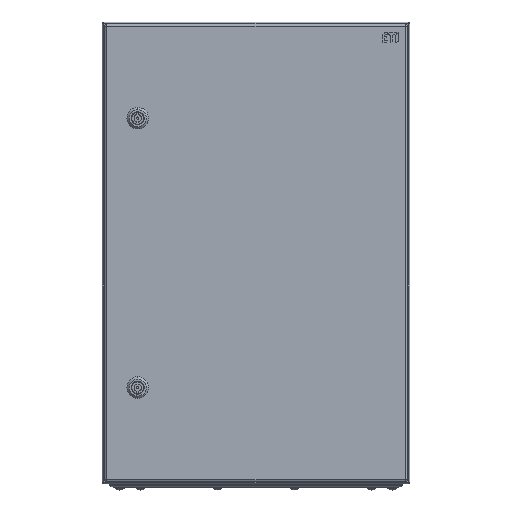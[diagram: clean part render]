
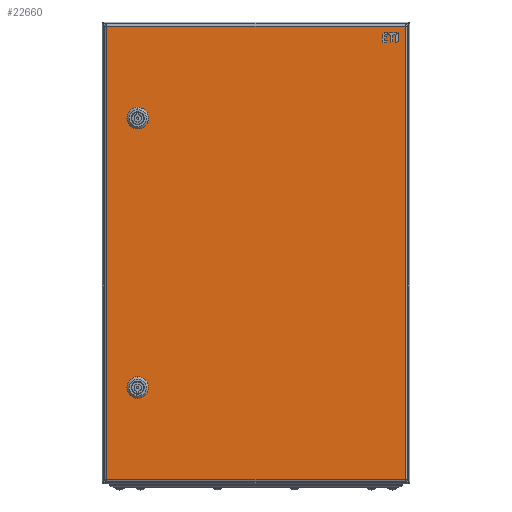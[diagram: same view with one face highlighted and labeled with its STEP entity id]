
A CAD part, front view. The second image highlights one B-rep face of the part: STEP entity #22660.
In plain terms, the highlighted face is planar.
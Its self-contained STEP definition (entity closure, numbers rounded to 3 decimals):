
#21685=CARTESIAN_POINT('',(-175.,-153.7,0.));
#21686=DIRECTION('',(0.,0.,-1.));
#21687=DIRECTION('',(-0.893,0.449,0.));
#21688=AXIS2_PLACEMENT_3D('',#21685,#21686,#21687);
#21693=CARTESIAN_POINT('',(-175.,-153.7,0.));
#21694=DIRECTION('',(0.,0.,-1.));
#21695=DIRECTION('',(0.449,0.893,0.));
#21696=AXIS2_PLACEMENT_3D('',#21693,#21694,#21695);
#21701=CARTESIAN_POINT('',(-175.,-153.7,0.));
#21702=DIRECTION('',(0.,0.,-1.));
#21703=DIRECTION('',(0.893,-0.449,0.));
#21704=AXIS2_PLACEMENT_3D('',#21701,#21702,#21703);
#21709=CARTESIAN_POINT('',(-175.,-153.7,0.));
#21710=DIRECTION('',(0.,0.,-1.));
#21711=DIRECTION('',(-0.449,-0.893,0.));
#21712=AXIS2_PLACEMENT_3D('',#21709,#21710,#21711);
#21717=CARTESIAN_POINT('',(175.,-153.7,0.));
#21718=DIRECTION('',(0.,0.,-1.));
#21719=DIRECTION('',(-0.449,-0.893,0.));
#21720=AXIS2_PLACEMENT_3D('',#21717,#21718,#21719);
#21725=CARTESIAN_POINT('',(175.,-153.7,0.));
#21726=DIRECTION('',(0.,0.,-1.));
#21727=DIRECTION('',(-0.893,0.449,0.));
#21728=AXIS2_PLACEMENT_3D('',#21725,#21726,#21727);
#21733=CARTESIAN_POINT('',(175.,-153.7,0.));
#21734=DIRECTION('',(0.,0.,-1.));
#21735=DIRECTION('',(0.449,0.893,0.));
#21736=AXIS2_PLACEMENT_3D('',#21733,#21734,#21735);
#21741=CARTESIAN_POINT('',(175.,-153.7,0.));
#21742=DIRECTION('',(0.,0.,-1.));
#21743=DIRECTION('',(0.893,-0.449,0.));
#21744=AXIS2_PLACEMENT_3D('',#21741,#21742,#21743);
#21749=DIRECTION('',(0.,1.,0.));
#21750=VECTOR('',#21749,388.4);
#21751=CARTESIAN_POINT('',(-294.5,-194.2,0.));
#21752=LINE('',#21751,#21750);
#21794=DIRECTION('',(1.,0.,0.));
#21795=VECTOR('',#21794,589.);
#21796=CARTESIAN_POINT('',(-294.5,194.2,0.));
#21797=LINE('',#21796,#21795);
#21948=DIRECTION('',(0.,-1.,0.));
#21949=VECTOR('',#21948,388.4);
#21950=CARTESIAN_POINT('',(294.5,194.2,0.));
#21951=LINE('',#21950,#21949);
#21986=DIRECTION('',(-1.,0.,0.));
#21987=VECTOR('',#21986,589.);
#21988=CARTESIAN_POINT('',(294.5,-194.2,0.));
#21989=LINE('',#21988,#21987);
#22319=DIRECTION('',(1.,0.,0.));
#22320=VECTOR('',#22319,10.111);
#22321=CARTESIAN_POINT('',(169.944,-163.75,0.));
#22322=LINE('',#22321,#22320);
#22340=DIRECTION('',(0.,-1.,0.));
#22341=VECTOR('',#22340,10.111);
#22342=CARTESIAN_POINT('',(164.95,-148.644,0.));
#22343=LINE('',#22342,#22341);
#22361=DIRECTION('',(-1.,0.,0.));
#22362=VECTOR('',#22361,10.111);
#22363=CARTESIAN_POINT('',(180.056,-143.65,0.));
#22364=LINE('',#22363,#22362);
#22382=DIRECTION('',(0.,1.,0.));
#22383=VECTOR('',#22382,10.111);
#22384=CARTESIAN_POINT('',(185.05,-158.756,0.));
#22385=LINE('',#22384,#22383);
#22389=DIRECTION('',(0.,-1.,0.));
#22390=VECTOR('',#22389,10.111);
#22391=CARTESIAN_POINT('',(-185.05,-148.644,0.));
#22392=LINE('',#22391,#22390);
#22410=DIRECTION('',(-1.,0.,0.));
#22411=VECTOR('',#22410,10.111);
#22412=CARTESIAN_POINT('',(-169.944,-143.65,0.));
#22413=LINE('',#22412,#22411);
#22431=DIRECTION('',(0.,1.,0.));
#22432=VECTOR('',#22431,10.111);
#22433=CARTESIAN_POINT('',(-164.95,-158.756,0.));
#22434=LINE('',#22433,#22432);
#22452=DIRECTION('',(1.,0.,0.));
#22453=VECTOR('',#22452,10.111);
#22454=CARTESIAN_POINT('',(-180.056,-163.75,0.));
#22455=LINE('',#22454,#22453);
#22473=CARTESIAN_POINT('',(-294.5,-194.2,0.));
#22474=CARTESIAN_POINT('',(-294.5,194.2,0.));
#22475=VERTEX_POINT('',#22473);
#22476=VERTEX_POINT('',#22474);
#22477=CARTESIAN_POINT('',(294.5,-194.2,0.));
#22478=VERTEX_POINT('',#22477);
#22479=CARTESIAN_POINT('',(294.5,194.2,0.));
#22480=VERTEX_POINT('',#22479);
#22481=CARTESIAN_POINT('',(-185.05,-148.644,0.));
#22482=CARTESIAN_POINT('',(-180.056,-143.65,0.));
#22483=VERTEX_POINT('',#22481);
#22484=VERTEX_POINT('',#22482);
#22485=CARTESIAN_POINT('',(-169.944,-143.65,0.));
#22486=VERTEX_POINT('',#22485);
#22487=CARTESIAN_POINT('',(-164.95,-148.644,0.));
#22488=VERTEX_POINT('',#22487);
#22489=CARTESIAN_POINT('',(-164.95,-158.756,0.));
#22490=VERTEX_POINT('',#22489);
#22491=CARTESIAN_POINT('',(-169.944,-163.75,0.));
#22492=VERTEX_POINT('',#22491);
#22493=CARTESIAN_POINT('',(-180.056,-163.75,0.));
#22494=VERTEX_POINT('',#22493);
#22495=CARTESIAN_POINT('',(-185.05,-158.756,0.));
#22496=VERTEX_POINT('',#22495);
#22497=CARTESIAN_POINT('',(169.944,-163.75,0.));
#22498=CARTESIAN_POINT('',(180.056,-163.75,0.));
#22499=VERTEX_POINT('',#22497);
#22500=VERTEX_POINT('',#22498);
#22501=CARTESIAN_POINT('',(164.95,-158.756,0.));
#22502=VERTEX_POINT('',#22501);
#22503=CARTESIAN_POINT('',(164.95,-148.644,0.));
#22504=VERTEX_POINT('',#22503);
#22505=CARTESIAN_POINT('',(169.944,-143.65,0.));
#22506=VERTEX_POINT('',#22505);
#22507=CARTESIAN_POINT('',(180.056,-143.65,0.));
#22508=VERTEX_POINT('',#22507);
#22509=CARTESIAN_POINT('',(185.05,-148.644,0.));
#22510=VERTEX_POINT('',#22509);
#22511=CARTESIAN_POINT('',(185.05,-158.756,0.));
#22512=VERTEX_POINT('',#22511);
#22609=CARTESIAN_POINT('',(0.,0.,0.));
#22610=DIRECTION('',(0.,0.,-1.));
#22611=DIRECTION('',(-1.,0.,0.));
#22612=AXIS2_PLACEMENT_3D('',#22609,#22610,#22611);
#22613=PLANE('',#22612);
#22615=ORIENTED_EDGE('',*,*,#22614,.F.);
#22617=ORIENTED_EDGE('',*,*,#22616,.F.);
#22619=ORIENTED_EDGE('',*,*,#22618,.F.);
#22621=ORIENTED_EDGE('',*,*,#22620,.F.);
#22622=EDGE_LOOP('',(#22615,#22617,#22619,#22621));
#22623=FACE_OUTER_BOUND('',#22622,.F.);
#22625=ORIENTED_EDGE('',*,*,#22624,.T.);
#22627=ORIENTED_EDGE('',*,*,#22626,.F.);
#22629=ORIENTED_EDGE('',*,*,#22628,.T.);
#22631=ORIENTED_EDGE('',*,*,#22630,.F.);
#22633=ORIENTED_EDGE('',*,*,#22632,.T.);
#22635=ORIENTED_EDGE('',*,*,#22634,.F.);
#22637=ORIENTED_EDGE('',*,*,#22636,.T.);
#22639=ORIENTED_EDGE('',*,*,#22638,.F.);
#22640=EDGE_LOOP('',(#22625,#22627,#22629,#22631,#22633,#22635,#22637,#22639));
#22641=FACE_BOUND('',#22640,.F.);
#22643=ORIENTED_EDGE('',*,*,#22642,.F.);
#22645=ORIENTED_EDGE('',*,*,#22644,.T.);
#22647=ORIENTED_EDGE('',*,*,#22646,.F.);
#22649=ORIENTED_EDGE('',*,*,#22648,.T.);
#22651=ORIENTED_EDGE('',*,*,#22650,.F.);
#22653=ORIENTED_EDGE('',*,*,#22652,.T.);
#22655=ORIENTED_EDGE('',*,*,#22654,.F.);
#22657=ORIENTED_EDGE('',*,*,#22656,.T.);
#22658=EDGE_LOOP('',(#22643,#22645,#22647,#22649,#22651,#22653,#22655,#22657));
#22659=FACE_BOUND('',#22658,.F.);
#21689=CIRCLE('',#21688,11.25);
#21697=CIRCLE('',#21696,11.25);
#21705=CIRCLE('',#21704,11.25);
#21713=CIRCLE('',#21712,11.25);
#21721=CIRCLE('',#21720,11.25);
#21729=CIRCLE('',#21728,11.25);
#21737=CIRCLE('',#21736,11.25);
#21745=CIRCLE('',#21744,11.25);
#22614=EDGE_CURVE('',#22475,#22476,#21752,.T.);
#22616=EDGE_CURVE('',#22478,#22475,#21989,.T.);
#22618=EDGE_CURVE('',#22480,#22478,#21951,.T.);
#22620=EDGE_CURVE('',#22476,#22480,#21797,.T.);
#22624=EDGE_CURVE('',#22483,#22484,#21689,.T.);
#22626=EDGE_CURVE('',#22486,#22484,#22413,.T.);
#22628=EDGE_CURVE('',#22486,#22488,#21697,.T.);
#22630=EDGE_CURVE('',#22490,#22488,#22434,.T.);
#22632=EDGE_CURVE('',#22490,#22492,#21705,.T.);
#22634=EDGE_CURVE('',#22494,#22492,#22455,.T.);
#22636=EDGE_CURVE('',#22494,#22496,#21713,.T.);
#22638=EDGE_CURVE('',#22483,#22496,#22392,.T.);
#22642=EDGE_CURVE('',#22499,#22500,#22322,.T.);
#22644=EDGE_CURVE('',#22499,#22502,#21721,.T.);
#22646=EDGE_CURVE('',#22504,#22502,#22343,.T.);
#22648=EDGE_CURVE('',#22504,#22506,#21729,.T.);
#22650=EDGE_CURVE('',#22508,#22506,#22364,.T.);
#22652=EDGE_CURVE('',#22508,#22510,#21737,.T.);
#22654=EDGE_CURVE('',#22512,#22510,#22385,.T.);
#22656=EDGE_CURVE('',#22512,#22500,#21745,.T.);
#22660=ADVANCED_FACE('',(#22623,#22641,#22659),#22613,.T.);
